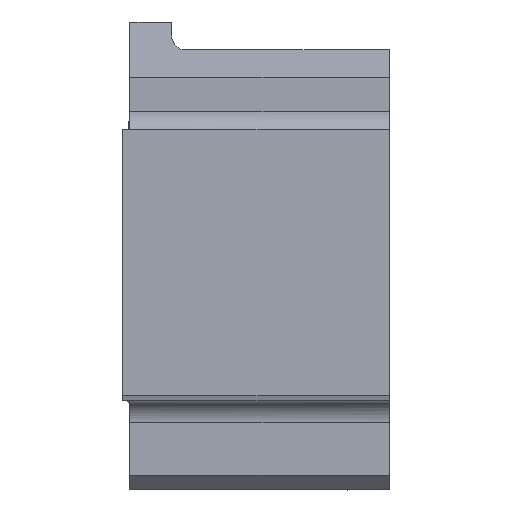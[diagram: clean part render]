
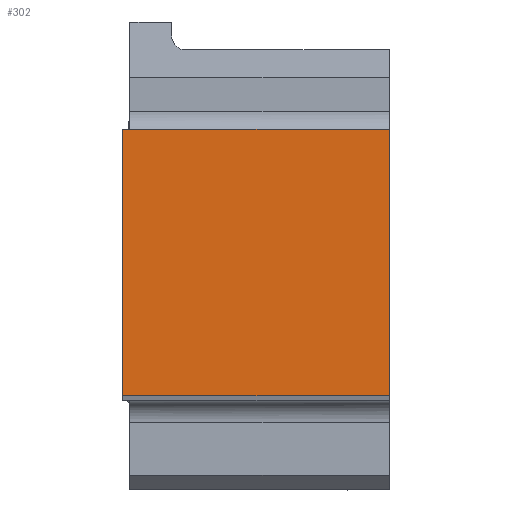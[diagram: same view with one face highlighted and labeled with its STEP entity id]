
A CAD part, top view. The second image highlights one B-rep face of the part: STEP entity #302.
In plain terms, the highlighted planar face has unit normal (0, 0, 1).
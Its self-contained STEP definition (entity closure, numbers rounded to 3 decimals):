
#302=ADVANCED_FACE('',(#529),#399,.T.);
#399=PLANE('',#3601);
#529=FACE_OUTER_BOUND('',#703,.T.);
#703=EDGE_LOOP('',(#1407,#1408,#1409,#1410));
#1407=ORIENTED_EDGE('',*,*,#2453,.T.);
#1408=ORIENTED_EDGE('',*,*,#2322,.F.);
#1409=ORIENTED_EDGE('',*,*,#2452,.F.);
#1410=ORIENTED_EDGE('',*,*,#2450,.F.);
#1913=VERTEX_POINT('',#9317);
#1914=VERTEX_POINT('',#9319);
#2008=VERTEX_POINT('',#9659);
#2009=VERTEX_POINT('',#9661);
#2322=EDGE_CURVE('',#1913,#1914,#3049,.T.);
#2450=EDGE_CURVE('',#2008,#2009,#3124,.T.);
#2452=EDGE_CURVE('',#2009,#1913,#3126,.T.);
#2453=EDGE_CURVE('',#2008,#1914,#3127,.T.);
#3049=LINE('',#9318,#3240);
#3124=LINE('',#9660,#3315);
#3126=LINE('',#9664,#3317);
#3127=LINE('',#9666,#3318);
#3240=VECTOR('',#3921,1.);
#3315=VECTOR('',#4146,1.);
#3317=VECTOR('',#4150,1.);
#3318=VECTOR('',#4153,1.);
#3601=AXIS2_PLACEMENT_3D('',#9667,#4154,#4155);
#3921=DIRECTION('',(0.,-1.,0.));
#4146=DIRECTION('',(0.,1.,0.));
#4150=DIRECTION('',(1.,0.,0.));
#4153=DIRECTION('',(1.,0.,0.));
#4154=DIRECTION('',(0.,0.,1.));
#4155=DIRECTION('',(-1.,0.,0.));
#9317=CARTESIAN_POINT('',(0.,9.525,0.));
#9318=CARTESIAN_POINT('',(0.,9.525,0.));
#9319=CARTESIAN_POINT('',(0.,0.,0.));
#9659=CARTESIAN_POINT('',(-9.525,0.,0.));
#9660=CARTESIAN_POINT('',(-9.525,0.,0.));
#9661=CARTESIAN_POINT('',(-9.525,9.525,0.));
#9664=CARTESIAN_POINT('',(-9.525,9.525,0.));
#9666=CARTESIAN_POINT('',(-9.525,0.,0.));
#9667=CARTESIAN_POINT('',(-4.763,4.763,0.));
